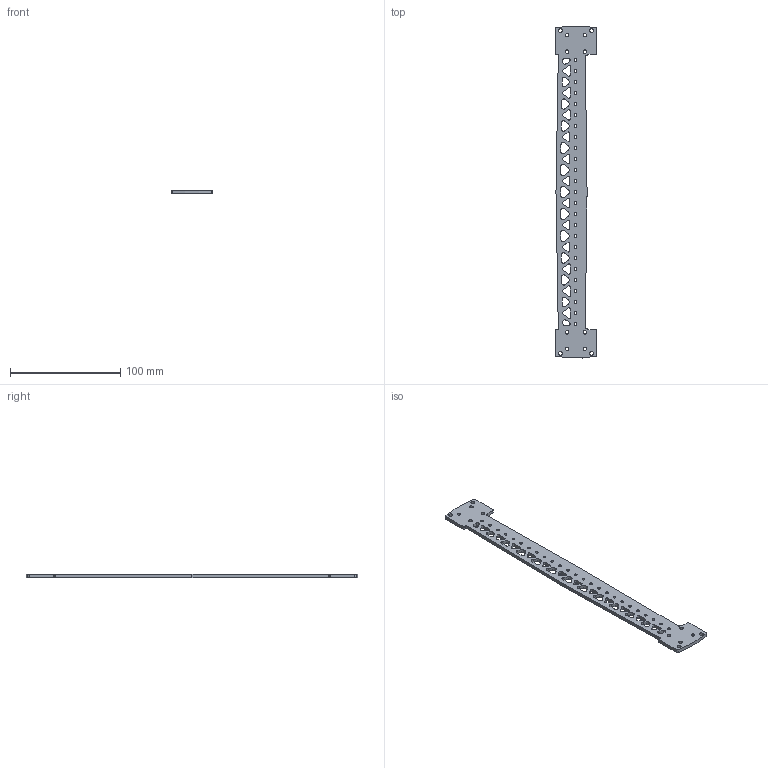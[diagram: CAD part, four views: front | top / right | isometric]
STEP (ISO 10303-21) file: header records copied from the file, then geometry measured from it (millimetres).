
FILE_DESCRIPTION(/* description */ (''),/* implementation_level */ '2;1');
FILE_NAME(/* name */ 'Plateburn_gantry_backer pre-alpha v0.1.step',/* time_stamp */ '2024-04-25T18:50:13-05:00',/* author */ (''),/* organization */ (''),/* preprocessor_version */ 'ST-DEVELOPER v20',/* originating_system */ 'Autodesk Translation Framework v12.20.1.177',/* authorisation */ '');
FILE_SCHEMA (('AUTOMOTIVE_DESIGN { 1 0 10303 214 3 1 1 }'));
Length unit declared in the file: millimetre
Products named in the file (1): backer (2) (3) (1)
Bounding box: 38.01 x 301.69 x 3.18 mm (x, y, z)
Volume: 23290.3 mm3; surface area: 19916.1 mm2
Topology: 1 solids, 1 shells, 222 faces, 660 edges, 440 vertices
Faces by surface type: bspline 90, cylinder 72, plane 60
Full cylindrical faces by diameter (mm): 2.5 x24, 3.2 x8, 3.6 x4
Entity records: 10998 total; most frequent: CARTESIAN_POINT 5242, ORIENTED_EDGE 1320, DIRECTION 890, EDGE_CURVE 660, VERTEX_POINT 440, EDGE_LOOP 346, LINE 336, VECTOR 336
